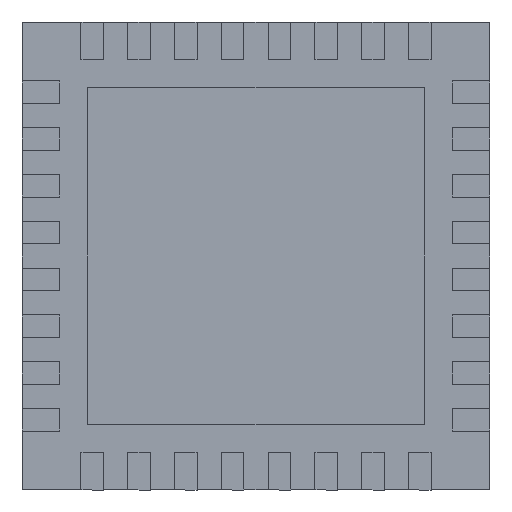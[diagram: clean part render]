
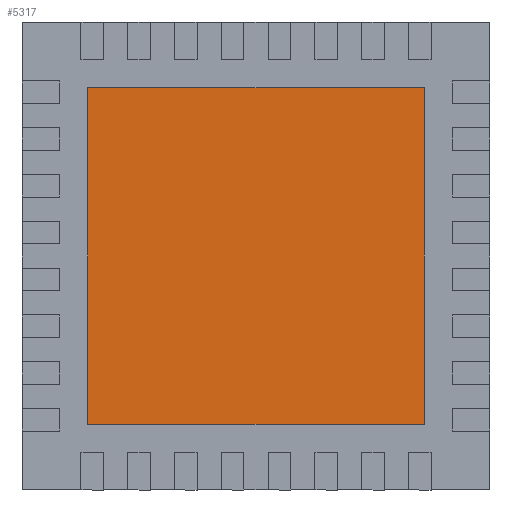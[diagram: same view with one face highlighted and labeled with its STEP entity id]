
A CAD part, front view. The second image highlights one B-rep face of the part: STEP entity #5317.
In plain terms, the highlighted planar face has unit normal (0, -1, 0).
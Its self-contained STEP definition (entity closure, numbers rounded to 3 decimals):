
#347 = EDGE_CURVE ( 'NONE', #5188, #2982, #634, .T. ) ;
#523 = VECTOR ( 'NONE', #2470, 1000. ) ;
#634 = LINE ( 'NONE', #960, #523 ) ;
#699 = VECTOR ( 'NONE', #2951, 1000. ) ;
#960 = CARTESIAN_POINT ( 'NONE',  ( 0., 0., 1.8 ) ) ;
#1160 = LINE ( 'NONE', #8201, #7455 ) ;
#1224 = DIRECTION ( 'NONE',  ( 0., -1., 0. ) ) ;
#1336 = DIRECTION ( 'NONE',  ( 0., 0., -1. ) ) ;
#1799 = CARTESIAN_POINT ( 'NONE',  ( 0., 0., -1.8 ) ) ;
#1927 = LINE ( 'NONE', #6902, #699 ) ;
#2177 = ORIENTED_EDGE ( 'NONE', *, *, #7601, .T. ) ;
#2335 = CARTESIAN_POINT ( 'NONE',  ( 1.8, 0., -1.8 ) ) ;
#2470 = DIRECTION ( 'NONE',  ( -1., 0., 0. ) ) ;
#2596 = EDGE_CURVE ( 'NONE', #2982, #9987, #1927, .T. ) ;
#2682 = CARTESIAN_POINT ( 'NONE',  ( 1.8, 0., 1.8 ) ) ;
#2837 = PLANE ( 'NONE',  #9737 ) ;
#2951 = DIRECTION ( 'NONE',  ( 0., 0., -1. ) ) ;
#2982 = VERTEX_POINT ( 'NONE', #8037 ) ;
#3071 = EDGE_CURVE ( 'NONE', #6637, #5188, #1160, .T. ) ;
#4010 = LINE ( 'NONE', #1799, #8271 ) ;
#4219 = DIRECTION ( 'NONE',  ( 1., 0., 0. ) ) ;
#5032 = ORIENTED_EDGE ( 'NONE', *, *, #3071, .T. ) ;
#5188 = VERTEX_POINT ( 'NONE', #2682 ) ;
#5317 = ADVANCED_FACE ( 'NONE', ( #7973 ), #2837, .T. ) ;
#5742 = DIRECTION ( 'NONE',  ( 0., 0., 1. ) ) ;
#6131 = CARTESIAN_POINT ( 'NONE',  ( 0., 0., 0. ) ) ;
#6637 = VERTEX_POINT ( 'NONE', #2335 ) ;
#6706 = ORIENTED_EDGE ( 'NONE', *, *, #2596, .T. ) ;
#6902 = CARTESIAN_POINT ( 'NONE',  ( -1.8, 0., 0. ) ) ;
#6903 = ORIENTED_EDGE ( 'NONE', *, *, #347, .T. ) ;
#7455 = VECTOR ( 'NONE', #5742, 1000. ) ;
#7601 = EDGE_CURVE ( 'NONE', #9987, #6637, #4010, .T. ) ;
#7973 = FACE_OUTER_BOUND ( 'NONE', #10179, .T. ) ;
#8037 = CARTESIAN_POINT ( 'NONE',  ( -1.8, 0., 1.8 ) ) ;
#8201 = CARTESIAN_POINT ( 'NONE',  ( 1.8, 0., 0. ) ) ;
#8271 = VECTOR ( 'NONE', #4219, 1000. ) ;
#9662 = CARTESIAN_POINT ( 'NONE',  ( -1.8, 0., -1.8 ) ) ;
#9737 = AXIS2_PLACEMENT_3D ( 'NONE', #6131, #1224, #1336 ) ;
#9987 = VERTEX_POINT ( 'NONE', #9662 ) ;
#10179 = EDGE_LOOP ( 'NONE', ( #5032, #6903, #6706, #2177 ) ) ;
